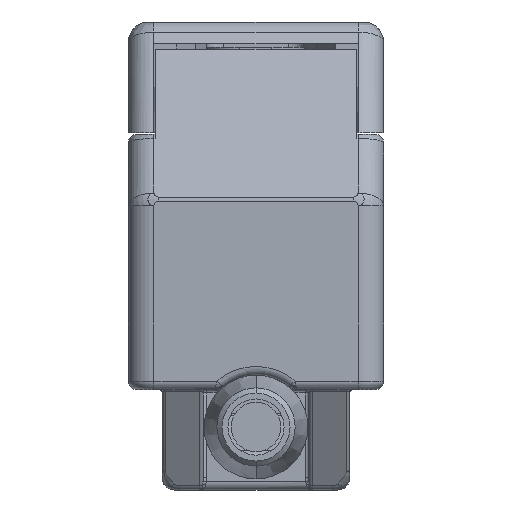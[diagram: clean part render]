
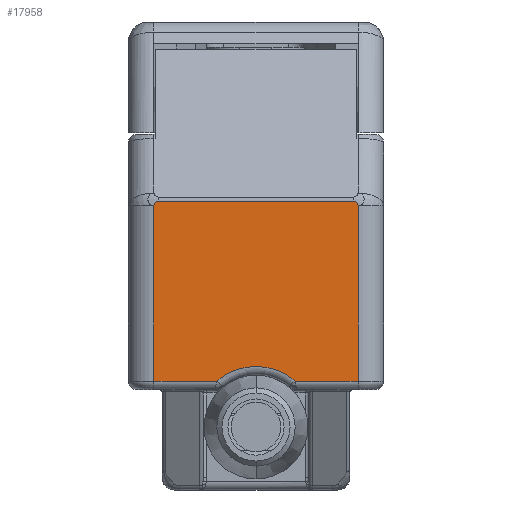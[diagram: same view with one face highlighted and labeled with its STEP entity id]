
A CAD part, front view. The second image highlights one B-rep face of the part: STEP entity #17958.
In plain terms, the highlighted planar face has unit normal (0, -1, 0).
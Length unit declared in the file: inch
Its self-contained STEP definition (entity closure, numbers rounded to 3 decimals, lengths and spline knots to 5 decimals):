
#1496=CARTESIAN_POINT('',(0.,-0.67913,-0.38976));
#1497=DIRECTION('',(0.,1.,0.));
#1498=DIRECTION('',(-0.649,0.,0.761));
#1499=AXIS2_PLACEMENT_3D('',#1496,#1497,#1498);
#1501=CARTESIAN_POINT('',(0.09074,-0.67913,
-0.28346));
#1535=DIRECTION('',(-1.,0.,0.));
#1536=VECTOR('',#1535,0.14548);
#1537=CARTESIAN_POINT('',(0.23622,-0.67913,
-0.28346));
#1538=LINE('',#1537,#1536);
#1548=CARTESIAN_POINT('',(-0.23622,-0.67913,
0.12197));
#1549=CARTESIAN_POINT('',(-0.23608,-0.67913,
0.12706));
#1550=CARTESIAN_POINT('',(-0.23076,-0.67913,
0.13252));
#1551=CARTESIAN_POINT('',(-0.22567,-0.67913,
0.13252));
#1553=CARTESIAN_POINT('',(0.23622,-0.67913,
0.12197));
#1554=CARTESIAN_POINT('',(0.23608,-0.67913,
0.12706));
#1555=CARTESIAN_POINT('',(0.23076,-0.67913,
0.13252));
#1556=CARTESIAN_POINT('',(0.22567,-0.67913,
0.13252));
#1562=DIRECTION('',(0.,0.,1.));
#1563=VECTOR('',#1562,0.40544);
#1564=CARTESIAN_POINT('',(0.23622,-0.67913,
-0.28346));
#1565=LINE('',#1564,#1563);
#1703=DIRECTION('',(0.,0.,-1.));
#1704=VECTOR('',#1703,0.40544);
#1705=CARTESIAN_POINT('',(-0.23622,-0.67913,
0.12197));
#1706=LINE('',#1705,#1704);
#2970=DIRECTION('',(-1.,0.,0.));
#2971=VECTOR('',#2970,0.14548);
#2972=CARTESIAN_POINT('',(-0.09074,-0.67913,
-0.28346));
#2973=LINE('',#2972,#2971);
#2989=CARTESIAN_POINT('',(-0.09074,-0.67913,
-0.28346));
#7585=DIRECTION('',(-1.,0.,0.));
#7586=VECTOR('',#7585,0.45134);
#7587=CARTESIAN_POINT('',(0.22567,-0.67913,
0.13252));
#7588=LINE('',#7587,#7586);
#12976=VERTEX_POINT('',#1553);
#12977=VERTEX_POINT('',#1556);
#12983=CARTESIAN_POINT('',(-0.22567,-0.67913,
0.13252));
#12984=VERTEX_POINT('',#12983);
#12985=VERTEX_POINT('',#1548);
#14666=CARTESIAN_POINT('',(0.23622,-0.67913,
-0.28346));
#14667=VERTEX_POINT('',#14666);
#14684=CARTESIAN_POINT('',(-0.23622,-0.67913,
-0.28346));
#14685=VERTEX_POINT('',#14684);
#14693=VERTEX_POINT('',#1501);
#14695=VERTEX_POINT('',#2989);
#17937=CARTESIAN_POINT('',(-0.29528,-0.67913,
-0.01575));
#17938=DIRECTION('',(0.,-1.,0.));
#17939=DIRECTION('',(1.,0.,0.));
#17940=AXIS2_PLACEMENT_3D('',#17937,#17938,#17939);
#17941=PLANE('',#17940);
#17943=ORIENTED_EDGE('',*,*,#17942,.F.);
#17944=ORIENTED_EDGE('',*,*,#17929,.T.);
#17945=ORIENTED_EDGE('',*,*,#17870,.F.);
#17947=ORIENTED_EDGE('',*,*,#17946,.T.);
#17949=ORIENTED_EDGE('',*,*,#17948,.F.);
#17951=ORIENTED_EDGE('',*,*,#17950,.T.);
#17953=ORIENTED_EDGE('',*,*,#17952,.F.);
#17955=ORIENTED_EDGE('',*,*,#17954,.F.);
#17956=EDGE_LOOP('',(#17943,#17944,#17945,#17947,#17949,#17951,#17953,#17955));
#17957=FACE_OUTER_BOUND('',#17956,.F.);
#17958=ADVANCED_FACE('',(#17957),#17941,.T.);
#1500=CIRCLE('',#1499,0.13976);
#1552=B_SPLINE_CURVE_WITH_KNOTS('',3,(#1548,#1549,#1550,#1551),.UNSPECIFIED.,
.F.,.F.,(4,4),(0.,1.),.UNSPECIFIED.);
#1557=B_SPLINE_CURVE_WITH_KNOTS('',3,(#1553,#1554,#1555,#1556),.UNSPECIFIED.,
.F.,.F.,(4,4),(0.,1.),.UNSPECIFIED.);
#17870=EDGE_CURVE('',#14695,#14693,#1500,.T.);
#17929=EDGE_CURVE('',#14667,#14693,#1538,.T.);
#17942=EDGE_CURVE('',#14667,#12976,#1565,.T.);
#17946=EDGE_CURVE('',#14695,#14685,#2973,.T.);
#17948=EDGE_CURVE('',#12985,#14685,#1706,.T.);
#17950=EDGE_CURVE('',#12985,#12984,#1552,.T.);
#17952=EDGE_CURVE('',#12977,#12984,#7588,.T.);
#17954=EDGE_CURVE('',#12976,#12977,#1557,.T.);
